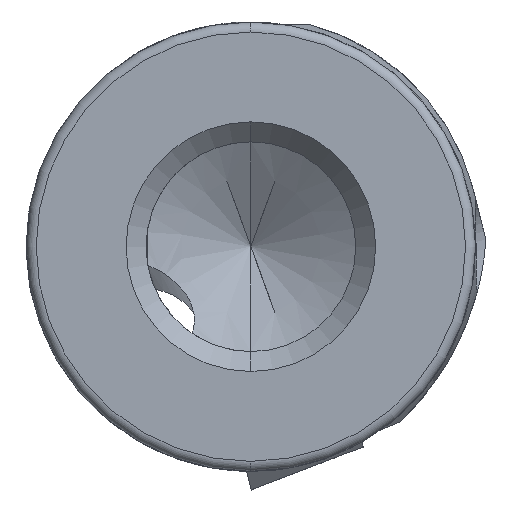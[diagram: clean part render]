
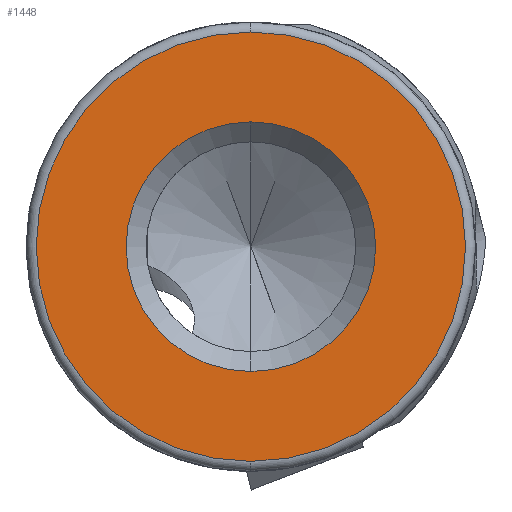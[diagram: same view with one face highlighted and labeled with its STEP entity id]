
A CAD part, left-side view. The second image highlights one B-rep face of the part: STEP entity #1448.
In plain terms, the highlighted planar face has unit normal (-1, 0, 0).
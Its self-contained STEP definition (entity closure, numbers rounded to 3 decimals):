
#74 = EDGE_CURVE ( 'NONE', #4670, #221, #3924, .T. ) ;
#190 = AXIS2_PLACEMENT_3D ( 'NONE', #4440, #4084, #943 ) ;
#221 = VERTEX_POINT ( 'NONE', #4622 ) ;
#369 = CARTESIAN_POINT ( 'NONE',  ( -18., 0., 5.25 ) ) ;
#490 = FACE_OUTER_BOUND ( 'NONE', #2877, .T. ) ;
#514 = ORIENTED_EDGE ( 'NONE', *, *, #74, .T. ) ;
#602 = CIRCLE ( 'NONE', #2008, 2.5 ) ;
#618 = CARTESIAN_POINT ( 'NONE',  ( -18., 0., 5.25 ) ) ;
#681 = EDGE_CURVE ( 'NONE', #1081, #2860, #4372, .T. ) ;
#943 = DIRECTION ( 'NONE',  ( 0., 0., -1. ) ) ;
#961 = CARTESIAN_POINT ( 'NONE',  ( -18., 0., 7.75 ) ) ;
#975 = DIRECTION ( 'NONE',  ( 0., 0., 1. ) ) ;
#1008 = ORIENTED_EDGE ( 'NONE', *, *, #681, .F. ) ;
#1081 = VERTEX_POINT ( 'NONE', #961 ) ;
#1128 = CARTESIAN_POINT ( 'NONE',  ( -18., 0., 0.75 ) ) ;
#1334 = DIRECTION ( 'NONE',  ( 0., 0., -1. ) ) ;
#1343 = DIRECTION ( 'NONE',  ( -1., 0., 0. ) ) ;
#1448 = ADVANCED_FACE ( 'NONE', ( #490, #3259 ), #3133, .F. ) ;
#1688 = EDGE_CURVE ( 'NONE', #221, #4670, #4518, .T. ) ;
#1900 = ORIENTED_EDGE ( 'NONE', *, *, #1688, .T. ) ;
#2008 = AXIS2_PLACEMENT_3D ( 'NONE', #618, #3136, #975 ) ;
#2535 = DIRECTION ( 'NONE',  ( -1., 0., 0. ) ) ;
#2665 = CARTESIAN_POINT ( 'NONE',  ( -18., 0., 0.95 ) ) ;
#2691 = EDGE_CURVE ( 'NONE', #2860, #1081, #602, .T. ) ;
#2860 = VERTEX_POINT ( 'NONE', #4318 ) ;
#2877 = EDGE_LOOP ( 'NONE', ( #514, #1900 ) ) ;
#3084 = DIRECTION ( 'NONE',  ( 1., 0., 0. ) ) ;
#3133 = PLANE ( 'NONE',  #4515 ) ;
#3136 = DIRECTION ( 'NONE',  ( -1., 0., 0. ) ) ;
#3219 = EDGE_LOOP ( 'NONE', ( #1008, #4274 ) ) ;
#3259 = FACE_BOUND ( 'NONE', #3219, .T. ) ;
#3518 = CARTESIAN_POINT ( 'NONE',  ( -18., 0., 5.25 ) ) ;
#3533 = AXIS2_PLACEMENT_3D ( 'NONE', #3518, #1343, #3884 ) ;
#3708 = AXIS2_PLACEMENT_3D ( 'NONE', #369, #2535, #4731 ) ;
#3884 = DIRECTION ( 'NONE',  ( 0., 0., 1. ) ) ;
#3924 = CIRCLE ( 'NONE', #3708, 4.3 ) ;
#4084 = DIRECTION ( 'NONE',  ( -1., 0., 0. ) ) ;
#4274 = ORIENTED_EDGE ( 'NONE', *, *, #2691, .F. ) ;
#4318 = CARTESIAN_POINT ( 'NONE',  ( -18., 0., 2.75 ) ) ;
#4372 = CIRCLE ( 'NONE', #3533, 2.5 ) ;
#4440 = CARTESIAN_POINT ( 'NONE',  ( -18., 0., 5.25 ) ) ;
#4515 = AXIS2_PLACEMENT_3D ( 'NONE', #1128, #3084, #1334 ) ;
#4518 = CIRCLE ( 'NONE', #190, 4.3 ) ;
#4622 = CARTESIAN_POINT ( 'NONE',  ( -18., 0., 9.55 ) ) ;
#4670 = VERTEX_POINT ( 'NONE', #2665 ) ;
#4731 = DIRECTION ( 'NONE',  ( 0., 0., -1. ) ) ;
